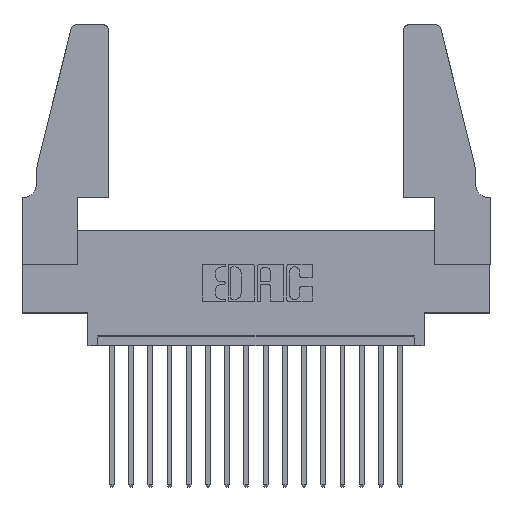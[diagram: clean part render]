
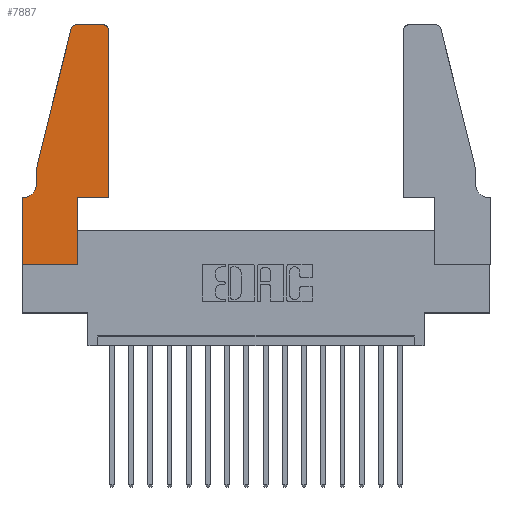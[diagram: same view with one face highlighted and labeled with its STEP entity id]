
A CAD part, top view. The second image highlights one B-rep face of the part: STEP entity #7887.
In plain terms, the highlighted planar face has unit normal (0, 0, 1).
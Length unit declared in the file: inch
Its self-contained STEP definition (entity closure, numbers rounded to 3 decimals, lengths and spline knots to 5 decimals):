
#776 = ORIENTED_EDGE ( 'NONE', *, *, #17684, .T. ) ;
#836 = CARTESIAN_POINT ( 'NONE',  ( 0., 0., 0.37 ) ) ;
#958 = CARTESIAN_POINT ( 'NONE',  ( 0.4505, 0.35, 0.37 ) ) ;
#1169 = VECTOR ( 'NONE', #11779, 39.37008 ) ;
#1548 = FACE_OUTER_BOUND ( 'NONE', #15077, .T. ) ;
#1554 = VERTEX_POINT ( 'NONE', #12645 ) ;
#1596 = DIRECTION ( 'NONE',  ( -1., 0., 0. ) ) ;
#1845 = VECTOR ( 'NONE', #1596, 39.37008 ) ;
#2219 = CARTESIAN_POINT ( 'NONE',  ( 0.0755, 0.5, 0.37 ) ) ;
#2840 = ORIENTED_EDGE ( 'NONE', *, *, #7525, .T. ) ;
#3140 = VECTOR ( 'NONE', #14481, 39.37008 ) ;
#3187 = AXIS2_PLACEMENT_3D ( 'NONE', #12821, #14225, #10070 ) ;
#3331 = CARTESIAN_POINT ( 'NONE',  ( 0.4205, 1.22, 0.37 ) ) ;
#3413 = CARTESIAN_POINT ( 'NONE',  ( 0.0755, 0.5, 0.37 ) ) ;
#3498 = DIRECTION ( 'NONE',  ( 1., 0., 0. ) ) ;
#3594 = EDGE_CURVE ( 'NONE', #8409, #10615, #10991, .T. ) ;
#4030 = AXIS2_PLACEMENT_3D ( 'NONE', #4931, #9075, #3498 ) ;
#4459 = DIRECTION ( 'NONE',  ( 1., 0., 0. ) ) ;
#4506 = CARTESIAN_POINT ( 'NONE',  ( 0.4505, 0.35, 0.37 ) ) ;
#4781 = VERTEX_POINT ( 'NONE', #11871 ) ;
#4931 = CARTESIAN_POINT ( 'NONE',  ( 0., 0.35, 0.37 ) ) ;
#5128 = ORIENTED_EDGE ( 'NONE', *, *, #9971, .T. ) ;
#5428 = ORIENTED_EDGE ( 'NONE', *, *, #15052, .T. ) ;
#5450 = CARTESIAN_POINT ( 'NONE',  ( 0.0755, 0.42, 0.37 ) ) ;
#5601 = CARTESIAN_POINT ( 'NONE',  ( 0.2865, 0.35, 0.37 ) ) ;
#5685 = VECTOR ( 'NONE', #7379, 39.37008 ) ;
#5974 = LINE ( 'NONE', #16968, #1845 ) ;
#6066 = CARTESIAN_POINT ( 'NONE',  ( 0.0055, 0.35, 0.37 ) ) ;
#6094 = CIRCLE ( 'NONE', #16959, 0.03 ) ;
#6120 = LINE ( 'NONE', #6671, #16013 ) ;
#6671 = CARTESIAN_POINT ( 'NONE',  ( 0.4505, 0.35, 0.37 ) ) ;
#6924 = DIRECTION ( 'NONE',  ( 0., 1., 0. ) ) ;
#7079 = ORIENTED_EDGE ( 'NONE', *, *, #9012, .T. ) ;
#7379 = DIRECTION ( 'NONE',  ( 0., -1., 0. ) ) ;
#7525 = EDGE_CURVE ( 'NONE', #8506, #17054, #6120, .T. ) ;
#7612 = VERTEX_POINT ( 'NONE', #2219 ) ;
#7614 = DIRECTION ( 'NONE',  ( -0.239, -0.971, 0. ) ) ;
#7674 = CARTESIAN_POINT ( 'NONE',  ( 0.0755, 0.5, 0.37 ) ) ;
#7718 = VERTEX_POINT ( 'NONE', #11039 ) ;
#7887 = ADVANCED_FACE ( 'NONE', ( #1548 ), #17321, .T. ) ;
#8057 = VECTOR ( 'NONE', #12384, 39.37008 ) ;
#8110 = ORIENTED_EDGE ( 'NONE', *, *, #3594, .T. ) ;
#8207 = EDGE_CURVE ( 'NONE', #1554, #11634, #6094, .T. ) ;
#8236 = CARTESIAN_POINT ( 'NONE',  ( 0.2865, 0.35, 0.37 ) ) ;
#8258 = CIRCLE ( 'NONE', #12510, 0.03 ) ;
#8409 = VERTEX_POINT ( 'NONE', #9189 ) ;
#8495 = VECTOR ( 'NONE', #6924, 39.37008 ) ;
#8506 = VERTEX_POINT ( 'NONE', #8236 ) ;
#8538 = VECTOR ( 'NONE', #7614, 39.37008 ) ;
#9012 = EDGE_CURVE ( 'NONE', #17054, #1554, #11745, .T. ) ;
#9075 = DIRECTION ( 'NONE',  ( 0., 0., 1. ) ) ;
#9189 = CARTESIAN_POINT ( 'NONE',  ( 0., 0.35, 0.37 ) ) ;
#9316 = VERTEX_POINT ( 'NONE', #13482 ) ;
#9397 = CARTESIAN_POINT ( 'NONE',  ( 0.2605, 1.25, 0.37 ) ) ;
#9595 = EDGE_CURVE ( 'NONE', #10615, #7718, #15841, .T. ) ;
#9857 = CARTESIAN_POINT ( 'NONE',  ( 0.4205, 1.25, 0.37 ) ) ;
#9971 = EDGE_CURVE ( 'NONE', #17089, #8409, #5974, .T. ) ;
#10070 = DIRECTION ( 'NONE',  ( -1., 0., 0. ) ) ;
#10615 = VERTEX_POINT ( 'NONE', #13242 ) ;
#10812 = CIRCLE ( 'NONE', #3187, 0.07 ) ;
#10967 = EDGE_CURVE ( 'NONE', #7718, #8506, #17742, .T. ) ;
#10991 = LINE ( 'NONE', #836, #16379 ) ;
#11039 = CARTESIAN_POINT ( 'NONE',  ( 0.2865, 0., 0.37 ) ) ;
#11193 = EDGE_CURVE ( 'NONE', #11634, #9316, #14097, .T. ) ;
#11291 = DIRECTION ( 'NONE',  ( 0., 0., 1. ) ) ;
#11372 = DIRECTION ( 'NONE',  ( 1., 0., 0. ) ) ;
#11634 = VERTEX_POINT ( 'NONE', #9857 ) ;
#11721 = EDGE_CURVE ( 'NONE', #7612, #13078, #14290, .T. ) ;
#11745 = LINE ( 'NONE', #958, #3140 ) ;
#11779 = DIRECTION ( 'NONE',  ( 1., 0., 0. ) ) ;
#11871 = CARTESIAN_POINT ( 'NONE',  ( 0.25487, 1.22718, 0.37 ) ) ;
#12136 = ORIENTED_EDGE ( 'NONE', *, *, #8207, .T. ) ;
#12384 = DIRECTION ( 'NONE',  ( -1., 0., 0. ) ) ;
#12510 = AXIS2_PLACEMENT_3D ( 'NONE', #12794, #11291, #4459 ) ;
#12645 = CARTESIAN_POINT ( 'NONE',  ( 0.4505, 1.22, 0.37 ) ) ;
#12732 = ORIENTED_EDGE ( 'NONE', *, *, #11721, .T. ) ;
#12794 = CARTESIAN_POINT ( 'NONE',  ( 0.284, 1.22, 0.37 ) ) ;
#12821 = CARTESIAN_POINT ( 'NONE',  ( 0.0055, 0.42, 0.37 ) ) ;
#12987 = DIRECTION ( 'NONE',  ( 0., 0., 1. ) ) ;
#13078 = VERTEX_POINT ( 'NONE', #5450 ) ;
#13242 = CARTESIAN_POINT ( 'NONE',  ( 0., 0., 0.37 ) ) ;
#13243 = DIRECTION ( 'NONE',  ( 0., -1., 0. ) ) ;
#13482 = CARTESIAN_POINT ( 'NONE',  ( 0.284, 1.25, 0.37 ) ) ;
#14097 = LINE ( 'NONE', #9397, #8057 ) ;
#14134 = LINE ( 'NONE', #7674, #8538 ) ;
#14225 = DIRECTION ( 'NONE',  ( 0., 0., -1. ) ) ;
#14290 = LINE ( 'NONE', #3413, #5685 ) ;
#14481 = DIRECTION ( 'NONE',  ( 0., 1., 0. ) ) ;
#14695 = EDGE_CURVE ( 'NONE', #9316, #4781, #8258, .T. ) ;
#15022 = ORIENTED_EDGE ( 'NONE', *, *, #11193, .T. ) ;
#15052 = EDGE_CURVE ( 'NONE', #4781, #7612, #14134, .T. ) ;
#15077 = EDGE_LOOP ( 'NONE', ( #15022, #17836, #5428, #12732, #776, #5128, #8110, #15543, #16826, #2840, #7079, #12136 ) ) ;
#15543 = ORIENTED_EDGE ( 'NONE', *, *, #9595, .T. ) ;
#15841 = LINE ( 'NONE', #17295, #1169 ) ;
#15877 = DIRECTION ( 'NONE',  ( 1., 0., 0. ) ) ;
#16013 = VECTOR ( 'NONE', #11372, 39.37008 ) ;
#16379 = VECTOR ( 'NONE', #13243, 39.37008 ) ;
#16826 = ORIENTED_EDGE ( 'NONE', *, *, #10967, .T. ) ;
#16959 = AXIS2_PLACEMENT_3D ( 'NONE', #3331, #12987, #15877 ) ;
#16968 = CARTESIAN_POINT ( 'NONE',  ( 0.0755, 0.35, 0.37 ) ) ;
#17054 = VERTEX_POINT ( 'NONE', #4506 ) ;
#17089 = VERTEX_POINT ( 'NONE', #6066 ) ;
#17295 = CARTESIAN_POINT ( 'NONE',  ( 0., 0., 0.37 ) ) ;
#17321 = PLANE ( 'NONE',  #4030 ) ;
#17684 = EDGE_CURVE ( 'NONE', #13078, #17089, #10812, .T. ) ;
#17742 = LINE ( 'NONE', #5601, #8495 ) ;
#17836 = ORIENTED_EDGE ( 'NONE', *, *, #14695, .T. ) ;
